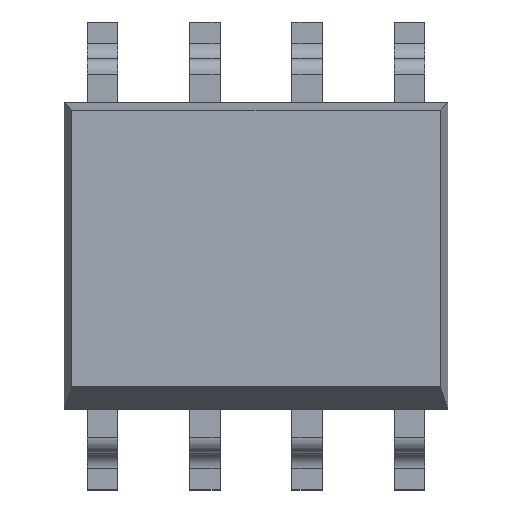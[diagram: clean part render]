
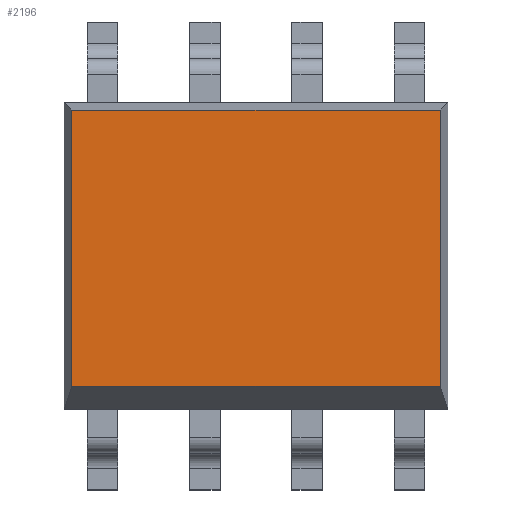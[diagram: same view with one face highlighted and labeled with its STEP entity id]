
A CAD part, top view. The second image highlights one B-rep face of the part: STEP entity #2196.
In plain terms, the highlighted planar face has unit normal (0, 0, 1).
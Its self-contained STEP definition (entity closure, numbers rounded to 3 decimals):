
#190=FACE_OUTER_BOUND('',#316,.T.);
#316=EDGE_LOOP('',(#1503,#1504,#1505,#1506));
#448=LINE('',#3339,#700);
#451=LINE('',#3344,#703);
#454=LINE('',#3350,#706);
#457=LINE('',#3354,#709);
#700=VECTOR('',#2666,10.);
#703=VECTOR('',#2671,10.);
#706=VECTOR('',#2676,10.);
#709=VECTOR('',#2681,10.);
#946=VERTEX_POINT('',#3337);
#947=VERTEX_POINT('',#3338);
#948=VERTEX_POINT('',#3343);
#950=VERTEX_POINT('',#3349);
#1160=EDGE_CURVE('',#946,#947,#448,.T.);
#1163=EDGE_CURVE('',#947,#948,#451,.T.);
#1166=EDGE_CURVE('',#948,#950,#454,.T.);
#1169=EDGE_CURVE('',#950,#946,#457,.T.);
#1503=ORIENTED_EDGE('',*,*,#1160,.F.);
#1504=ORIENTED_EDGE('',*,*,#1169,.F.);
#1505=ORIENTED_EDGE('',*,*,#1166,.F.);
#1506=ORIENTED_EDGE('',*,*,#1163,.F.);
#2102=PLANE('',#2433);
#2196=ADVANCED_FACE('',(#190),#2102,.T.);
#2433=AXIS2_PLACEMENT_3D('',#3355,#2682,#2683);
#2666=DIRECTION('',(1.,0.,0.));
#2671=DIRECTION('',(0.,-1.,0.));
#2676=DIRECTION('',(-1.,0.,0.));
#2681=DIRECTION('',(0.,1.,0.));
#2682=DIRECTION('center_axis',(0.,0.,1.));
#2683=DIRECTION('ref_axis',(1.,0.,0.));
#3337=CARTESIAN_POINT('',(0.1,3.9,1.7));
#3338=CARTESIAN_POINT('',(4.9,3.9,1.7));
#3339=CARTESIAN_POINT('',(3.75,3.9,1.7));
#3343=CARTESIAN_POINT('',(4.9,0.3,1.7));
#3344=CARTESIAN_POINT('',(4.9,1.,1.7));
#3349=CARTESIAN_POINT('',(0.1,0.3,1.7));
#3350=CARTESIAN_POINT('',(1.25,0.3,1.7));
#3354=CARTESIAN_POINT('',(0.1,3.,1.7));
#3355=CARTESIAN_POINT('Origin',(2.5,2.,1.7));
